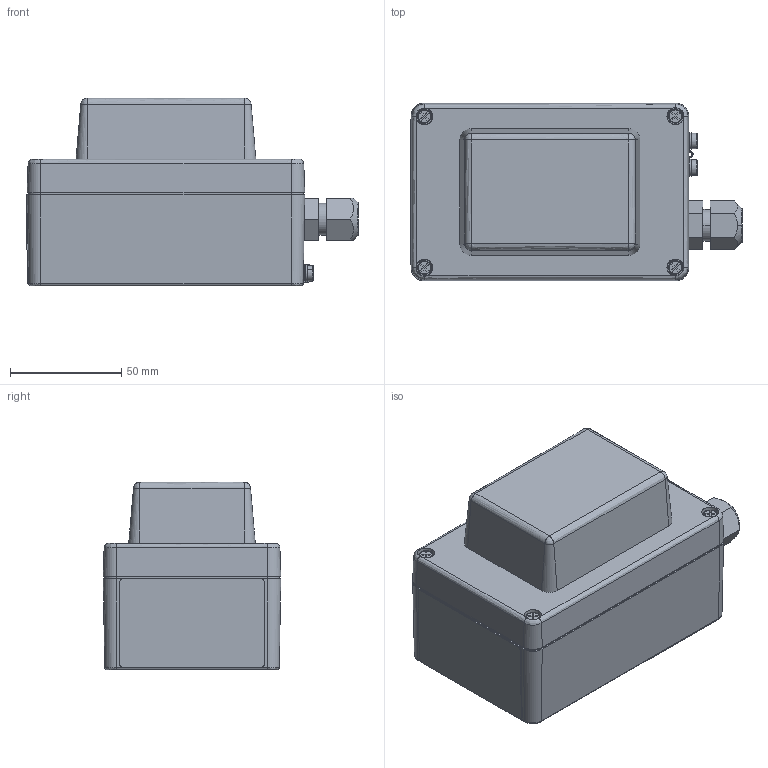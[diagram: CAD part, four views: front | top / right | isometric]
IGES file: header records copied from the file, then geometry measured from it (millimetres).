
Start section: SolidWorks IGES file using analytic representation for surfaces
Global section: file name: GPS2_352335.IGS; native system: SolidWorks 2014; preprocessor: SolidWorks 2014; author: LarsenR; date: 150218.094920; units: millimetre
Bounding box: 149.47 x 80 x 84.5 mm (x, y, z)
Surface area: 62263.2 mm2 (no closed solid volume)
Topology: 0 solids, 0 shells, 214 faces, 1836 edges, 1832 vertices
Faces by surface type: bspline 143, revolution 71
